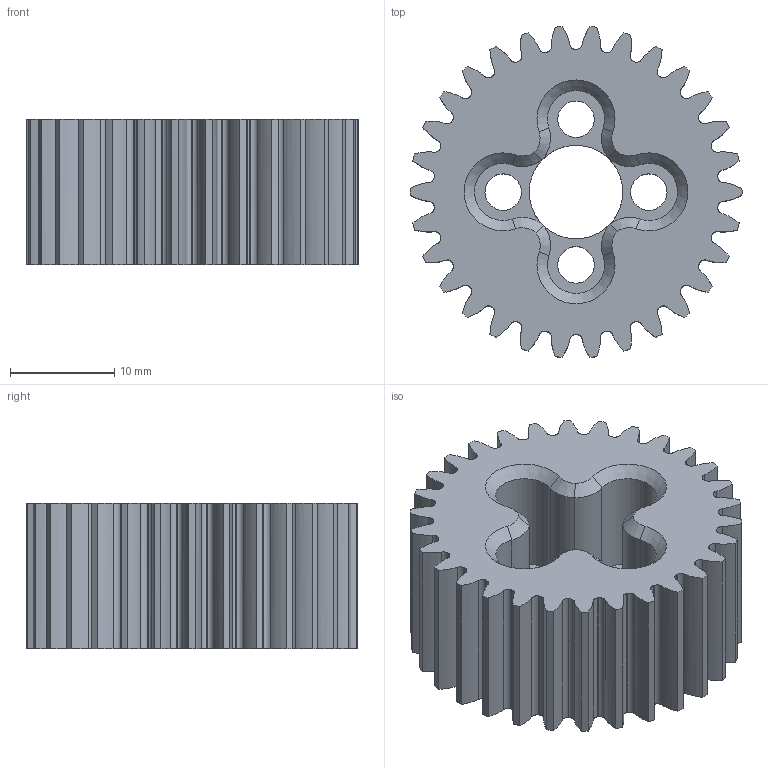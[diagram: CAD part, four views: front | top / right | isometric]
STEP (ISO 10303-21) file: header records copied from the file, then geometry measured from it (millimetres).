
FILE_DESCRIPTION(/* description */ (''),/* implementation_level */ '2;1');
FILE_NAME(/* name */ 'PJ-11_DrivePlanetGear30.step',/* time_stamp */ '2026-02-13T13:46:45+01:00',/* author */ (''),/* organization */ (''),/* preprocessor_version */ 'ST-DEVELOPER v20.1',/* originating_system */ 'Autodesk Translation Framework v14.24.0.0',/* authorisation */ '');
FILE_SCHEMA (('AUTOMOTIVE_DESIGN { 1 0 10303 214 3 1 1 }'));
Length unit declared in the file: millimetre
Products named in the file (2): PJ-11_DrivePlanetGear30; Spur Gear (30 teeth)
Assembly tree (1 placements, depth 2):
  PJ-11_DrivePlanetGear30
    Spur Gear (30 teeth)
Bounding box: 31.9 x 31.79 x 14 mm (x, y, z)
Volume: 7479 mm3; surface area: 4657.6 mm2
Topology: 1 solids, 1 shells, 215 faces, 619 edges, 406 vertices
Faces by surface type: bspline 120, cylinder 77, cone 12, plane 6
Full cylindrical faces by diameter (mm): 3.5 x4, 9 x1
Entity records: 10379 total; most frequent: CARTESIAN_POINT 5347, ORIENTED_EDGE 1238, DIRECTION 741, EDGE_CURVE 619, VERTEX_POINT 406, AXIS2_PLACEMENT_3D 268, B_SPLINE_CURVE_WITH_KNOTS 244, EDGE_LOOP 225
